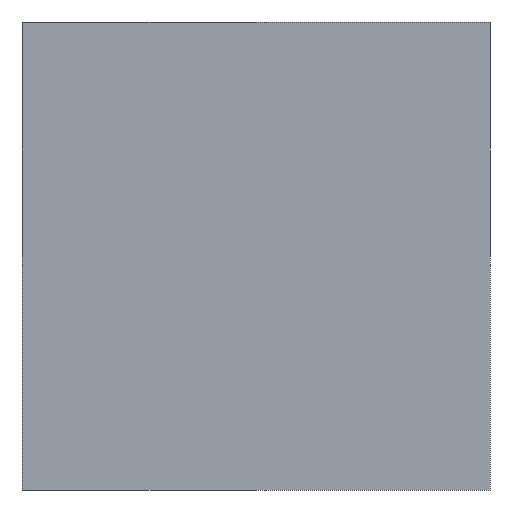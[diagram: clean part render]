
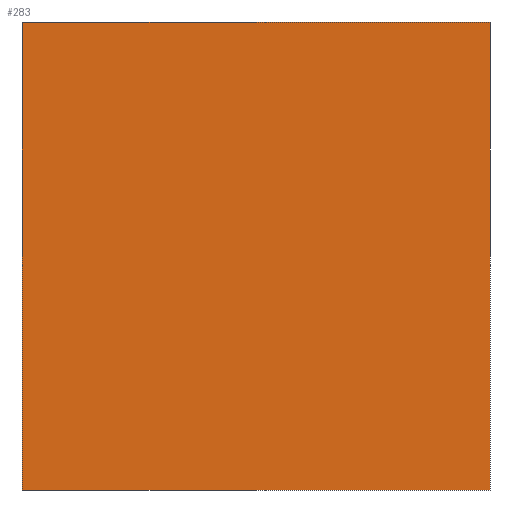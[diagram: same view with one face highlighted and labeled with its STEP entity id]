
A CAD part, front view. The second image highlights one B-rep face of the part: STEP entity #283.
In plain terms, the highlighted planar face has unit normal (0, -1, 0).
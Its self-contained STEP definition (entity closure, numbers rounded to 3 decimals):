
#32 = VERTEX_POINT('',#33);
#33 = CARTESIAN_POINT('',(-125.,-145.,250.));
#39 = EDGE_CURVE('',#40,#32,#42,.T.);
#40 = VERTEX_POINT('',#41);
#41 = CARTESIAN_POINT('',(-125.,-145.,0.));
#42 = LINE('',#43,#44);
#43 = CARTESIAN_POINT('',(-125.,-145.,0.));
#44 = VECTOR('',#45,1.);
#45 = DIRECTION('',(0.,0.,1.));
#61 = EDGE_CURVE('',#40,#62,#64,.T.);
#62 = VERTEX_POINT('',#63);
#63 = CARTESIAN_POINT('',(125.,-145.,0.));
#64 = LINE('',#65,#66);
#65 = CARTESIAN_POINT('',(-125.,-145.,0.));
#66 = VECTOR('',#67,1.);
#67 = DIRECTION('',(1.,0.,0.));
#92 = EDGE_CURVE('',#32,#93,#95,.T.);
#93 = VERTEX_POINT('',#94);
#94 = CARTESIAN_POINT('',(125.,-145.,250.));
#95 = LINE('',#96,#97);
#96 = CARTESIAN_POINT('',(-125.,-145.,250.));
#97 = VECTOR('',#98,1.);
#98 = DIRECTION('',(1.,0.,0.));
#157 = EDGE_CURVE('',#62,#93,#158,.T.);
#158 = LINE('',#159,#160);
#159 = CARTESIAN_POINT('',(125.,-145.,0.));
#160 = VECTOR('',#161,1.);
#161 = DIRECTION('',(0.,0.,1.));
#283 = ADVANCED_FACE('',(#284),#290,.T.);
#284 = FACE_BOUND('',#285,.T.);
#285 = EDGE_LOOP('',(#286,#287,#288,#289));
#286 = ORIENTED_EDGE('',*,*,#39,.F.);
#287 = ORIENTED_EDGE('',*,*,#61,.T.);
#288 = ORIENTED_EDGE('',*,*,#157,.T.);
#289 = ORIENTED_EDGE('',*,*,#92,.F.);
#290 = PLANE('',#291);
#291 = AXIS2_PLACEMENT_3D('',#292,#293,#294);
#292 = CARTESIAN_POINT('',(0.,-145.,125.));
#293 = DIRECTION('',(-0.,-1.,-0.));
#294 = DIRECTION('',(0.,0.,-1.));
